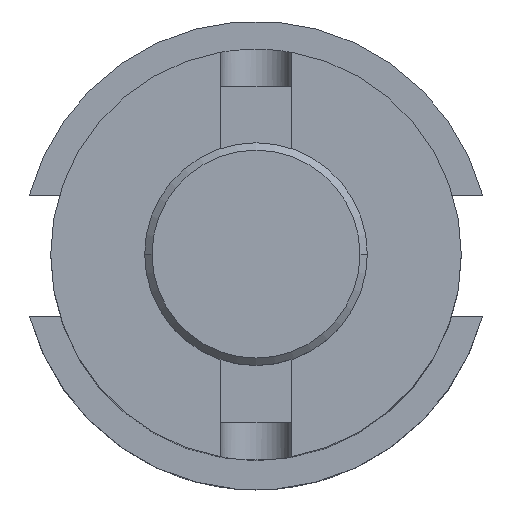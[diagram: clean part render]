
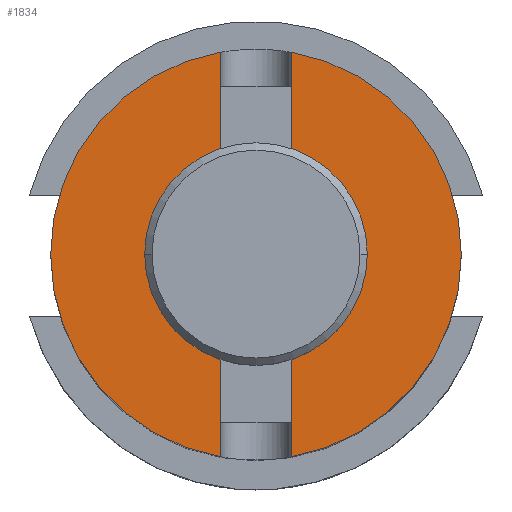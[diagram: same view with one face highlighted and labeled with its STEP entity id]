
A CAD part, top view. The second image highlights one B-rep face of the part: STEP entity #1834.
In plain terms, the highlighted planar face has unit normal (0, 0, 1).
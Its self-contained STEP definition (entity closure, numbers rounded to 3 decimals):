
#38 = CARTESIAN_POINT ( 'NONE',  ( 4.763, 27.402, 101.6 ) ) ;
#83 = CIRCLE ( 'NONE', #1789, 12.7 ) ;
#86 = EDGE_LOOP ( 'NONE', ( #2325, #1685, #344, #2893, #2248, #1610, #263, #2818, #184, #2092 ) ) ;
#102 = EDGE_CURVE ( 'NONE', #1196, #2849, #1296, .T. ) ;
#107 = CARTESIAN_POINT ( 'NONE',  ( 0., -13.25, 101.6 ) ) ;
#109 = VERTEX_POINT ( 'NONE', #495 ) ;
#115 = DIRECTION ( 'NONE',  ( 0., -1., 0. ) ) ;
#124 = PLANE ( 'NONE',  #1510 ) ;
#160 = VERTEX_POINT ( 'NONE', #256 ) ;
#184 = ORIENTED_EDGE ( 'NONE', *, *, #1080, .F. ) ;
#197 = DIRECTION ( 'NONE',  ( -1., 0., 0. ) ) ;
#204 = EDGE_CURVE ( 'NONE', #741, #160, #3024, .T. ) ;
#211 = VECTOR ( 'NONE', #2268, 1000. ) ;
#256 = CARTESIAN_POINT ( 'NONE',  ( 4.763, -13.25, 101.6 ) ) ;
#263 = ORIENTED_EDGE ( 'NONE', *, *, #462, .T. ) ;
#321 = EDGE_LOOP ( 'NONE', ( #820, #2974 ) ) ;
#338 = EDGE_CURVE ( 'NONE', #1615, #876, #83, .T. ) ;
#344 = ORIENTED_EDGE ( 'NONE', *, *, #1065, .T. ) ;
#351 = EDGE_CURVE ( 'NONE', #160, #109, #2712, .T. ) ;
#422 = CARTESIAN_POINT ( 'NONE',  ( 4.763, 13.25, 101.6 ) ) ;
#462 = EDGE_CURVE ( 'NONE', #964, #985, #1085, .T. ) ;
#487 = CARTESIAN_POINT ( 'NONE',  ( 4.763, -27.402, 101.6 ) ) ;
#495 = CARTESIAN_POINT ( 'NONE',  ( -4.763, -13.25, 101.6 ) ) ;
#520 = CARTESIAN_POINT ( 'NONE',  ( -27.813, 0., 101.6 ) ) ;
#534 = DIRECTION ( 'NONE',  ( -1., 0., 0. ) ) ;
#564 = DIRECTION ( 'NONE',  ( 0., 1., 0. ) ) ;
#565 = CIRCLE ( 'NONE', #2674, 12.7 ) ;
#626 = VECTOR ( 'NONE', #564, 1000. ) ;
#632 = DIRECTION ( 'NONE',  ( 0., 0., -1. ) ) ;
#711 = CARTESIAN_POINT ( 'NONE',  ( -4.763, -27.402, 101.6 ) ) ;
#730 = CARTESIAN_POINT ( 'NONE',  ( -4.763, 13.25, 101.6 ) ) ;
#741 = VERTEX_POINT ( 'NONE', #487 ) ;
#770 = CIRCLE ( 'NONE', #1759, 27.813 ) ;
#820 = ORIENTED_EDGE ( 'NONE', *, *, #338, .F. ) ;
#857 = CARTESIAN_POINT ( 'NONE',  ( 0., 0., 101.6 ) ) ;
#876 = VERTEX_POINT ( 'NONE', #1749 ) ;
#899 = VECTOR ( 'NONE', #115, 1000. ) ;
#945 = DIRECTION ( 'NONE',  ( 0., 0., 1. ) ) ;
#959 = CARTESIAN_POINT ( 'NONE',  ( 4.763, 0., 101.6 ) ) ;
#964 = VERTEX_POINT ( 'NONE', #1145 ) ;
#985 = VERTEX_POINT ( 'NONE', #520 ) ;
#990 = DIRECTION ( 'NONE',  ( 1., 0., 0. ) ) ;
#1012 = VERTEX_POINT ( 'NONE', #730 ) ;
#1052 = VECTOR ( 'NONE', #2088, 1000. ) ;
#1065 = EDGE_CURVE ( 'NONE', #1371, #2849, #3186, .T. ) ;
#1080 = EDGE_CURVE ( 'NONE', #109, #1104, #2544, .T. ) ;
#1085 = CIRCLE ( 'NONE', #2884, 27.813 ) ;
#1103 = EDGE_CURVE ( 'NONE', #876, #1615, #565, .T. ) ;
#1104 = VERTEX_POINT ( 'NONE', #711 ) ;
#1145 = CARTESIAN_POINT ( 'NONE',  ( -4.763, 27.402, 101.6 ) ) ;
#1196 = VERTEX_POINT ( 'NONE', #422 ) ;
#1224 = VECTOR ( 'NONE', #2187, 1000. ) ;
#1296 = LINE ( 'NONE', #959, #626 ) ;
#1311 = CARTESIAN_POINT ( 'NONE',  ( -4.763, 0., 101.6 ) ) ;
#1364 = FACE_OUTER_BOUND ( 'NONE', #86, .T. ) ;
#1366 = CARTESIAN_POINT ( 'NONE',  ( 4.763, 0., 101.6 ) ) ;
#1371 = VERTEX_POINT ( 'NONE', #2852 ) ;
#1395 = DIRECTION ( 'NONE',  ( 1., 0., 0. ) ) ;
#1422 = DIRECTION ( 'NONE',  ( 0., 0., 1. ) ) ;
#1462 = CARTESIAN_POINT ( 'NONE',  ( 0., 0., 101.6 ) ) ;
#1510 = AXIS2_PLACEMENT_3D ( 'NONE', #1755, #632, #534 ) ;
#1516 = EDGE_CURVE ( 'NONE', #985, #1104, #3152, .T. ) ;
#1552 = DIRECTION ( 'NONE',  ( 0., 0., 1. ) ) ;
#1567 = DIRECTION ( 'NONE',  ( 1., 0., 0. ) ) ;
#1610 = ORIENTED_EDGE ( 'NONE', *, *, #3032, .F. ) ;
#1615 = VERTEX_POINT ( 'NONE', #1704 ) ;
#1662 = CARTESIAN_POINT ( 'NONE',  ( 0., 0., 101.6 ) ) ;
#1685 = ORIENTED_EDGE ( 'NONE', *, *, #1806, .T. ) ;
#1704 = CARTESIAN_POINT ( 'NONE',  ( 12.7, 0., 101.6 ) ) ;
#1749 = CARTESIAN_POINT ( 'NONE',  ( -12.7, 0., 101.6 ) ) ;
#1755 = CARTESIAN_POINT ( 'NONE',  ( 28.147, -27.731, 101.6 ) ) ;
#1759 = AXIS2_PLACEMENT_3D ( 'NONE', #1662, #1552, #1567 ) ;
#1789 = AXIS2_PLACEMENT_3D ( 'NONE', #3182, #3171, #3163 ) ;
#1806 = EDGE_CURVE ( 'NONE', #741, #1371, #770, .T. ) ;
#1834 = ADVANCED_FACE ( 'NONE', ( #2591, #1364 ), #124, .F. ) ;
#1912 = VECTOR ( 'NONE', #197, 1000. ) ;
#2035 = CARTESIAN_POINT ( 'NONE',  ( 0., 13.25, 101.6 ) ) ;
#2088 = DIRECTION ( 'NONE',  ( 0., 1., 0. ) ) ;
#2092 = ORIENTED_EDGE ( 'NONE', *, *, #351, .F. ) ;
#2117 = CARTESIAN_POINT ( 'NONE',  ( -4.763, 0., 101.6 ) ) ;
#2187 = DIRECTION ( 'NONE',  ( 0., -1., 0. ) ) ;
#2245 = AXIS2_PLACEMENT_3D ( 'NONE', #2540, #2523, #2511 ) ;
#2248 = ORIENTED_EDGE ( 'NONE', *, *, #2966, .F. ) ;
#2268 = DIRECTION ( 'NONE',  ( 1., 0., 0. ) ) ;
#2299 = LINE ( 'NONE', #1311, #899 ) ;
#2325 = ORIENTED_EDGE ( 'NONE', *, *, #204, .F. ) ;
#2400 = DIRECTION ( 'NONE',  ( 1., 0., 0. ) ) ;
#2503 = DIRECTION ( 'NONE',  ( 0., 0., 1. ) ) ;
#2511 = DIRECTION ( 'NONE',  ( 1., 0., 0. ) ) ;
#2523 = DIRECTION ( 'NONE',  ( 0., 0., 1. ) ) ;
#2539 = CARTESIAN_POINT ( 'NONE',  ( 0., 0., 101.6 ) ) ;
#2540 = CARTESIAN_POINT ( 'NONE',  ( 0., 0., 101.6 ) ) ;
#2544 = LINE ( 'NONE', #2117, #1224 ) ;
#2591 = FACE_BOUND ( 'NONE', #321, .T. ) ;
#2674 = AXIS2_PLACEMENT_3D ( 'NONE', #857, #945, #990 ) ;
#2712 = LINE ( 'NONE', #107, #1912 ) ;
#2799 = AXIS2_PLACEMENT_3D ( 'NONE', #1462, #1422, #1395 ) ;
#2818 = ORIENTED_EDGE ( 'NONE', *, *, #1516, .T. ) ;
#2849 = VERTEX_POINT ( 'NONE', #38 ) ;
#2852 = CARTESIAN_POINT ( 'NONE',  ( 27.813, 0., 101.6 ) ) ;
#2884 = AXIS2_PLACEMENT_3D ( 'NONE', #2539, #2503, #2400 ) ;
#2893 = ORIENTED_EDGE ( 'NONE', *, *, #102, .F. ) ;
#2916 = LINE ( 'NONE', #2035, #211 ) ;
#2966 = EDGE_CURVE ( 'NONE', #1012, #1196, #2916, .T. ) ;
#2974 = ORIENTED_EDGE ( 'NONE', *, *, #1103, .F. ) ;
#3024 = LINE ( 'NONE', #1366, #1052 ) ;
#3032 = EDGE_CURVE ( 'NONE', #964, #1012, #2299, .T. ) ;
#3152 = CIRCLE ( 'NONE', #2245, 27.813 ) ;
#3163 = DIRECTION ( 'NONE',  ( 1., 0., 0. ) ) ;
#3171 = DIRECTION ( 'NONE',  ( 0., 0., 1. ) ) ;
#3182 = CARTESIAN_POINT ( 'NONE',  ( 0., 0., 101.6 ) ) ;
#3186 = CIRCLE ( 'NONE', #2799, 27.813 ) ;
